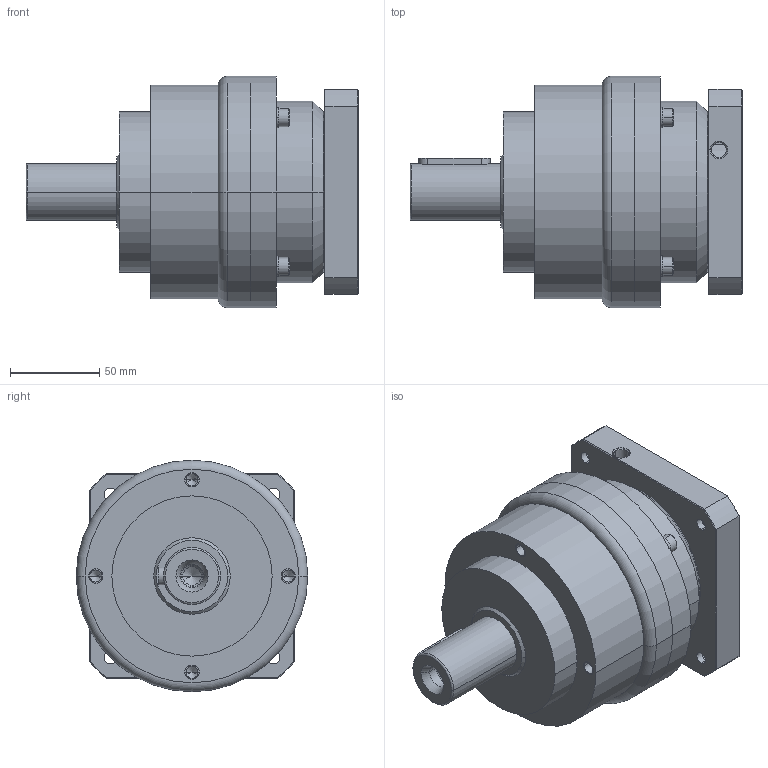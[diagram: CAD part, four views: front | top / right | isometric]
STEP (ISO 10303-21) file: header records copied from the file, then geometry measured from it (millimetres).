
FILE_DESCRIPTION((''),'2;1');
FILE_NAME('AE1201-P0403401001_ASM','2008-09-11T',('d00080'),(''),'PRO/ENGINEER BY PARAMETRIC TECHNOLOGY CORPORATION, 2006170','PRO/ENGINEER BY PARAMETRIC TECHNOLOGY CORPORATION, 2006170','');
FILE_SCHEMA(('CONFIG_CONTROL_DESIGN'));
Length unit declared in the file: millimetre
Products named in the file (7): AE120-1; P1302400001; 233100004; 220100703; COVER-SET-4_ASM; P0403401001; AE1201-P0403401001_ASM
Assembly tree (12 placements, depth 3):
  AE1201-P0403401001_ASM
    AE120-1
    COVER-SET-4_ASM
      P1302400001
      233100004  x4
      220100703  x4
    P0403401001
Bounding box: 186.5 x 130 x 130 mm (x, y, z)
Volume: 1329165.9 mm3; surface area: 165055.6 mm2
Topology: 11 solids, 21 shells, 384 faces, 856 edges, 523 vertices
Faces by surface type: cylinder 167, plane 125, cone 70, torus 22
Entity records: 8100 total; most frequent: DIRECTION 1526, CARTESIAN_POINT 1486, ORIENTED_EDGE 1184, AXIS2_PLACEMENT_3D 641, EDGE_CURVE 612, VERTEX_POINT 385, EDGE_LOOP 341, CIRCLE 339
